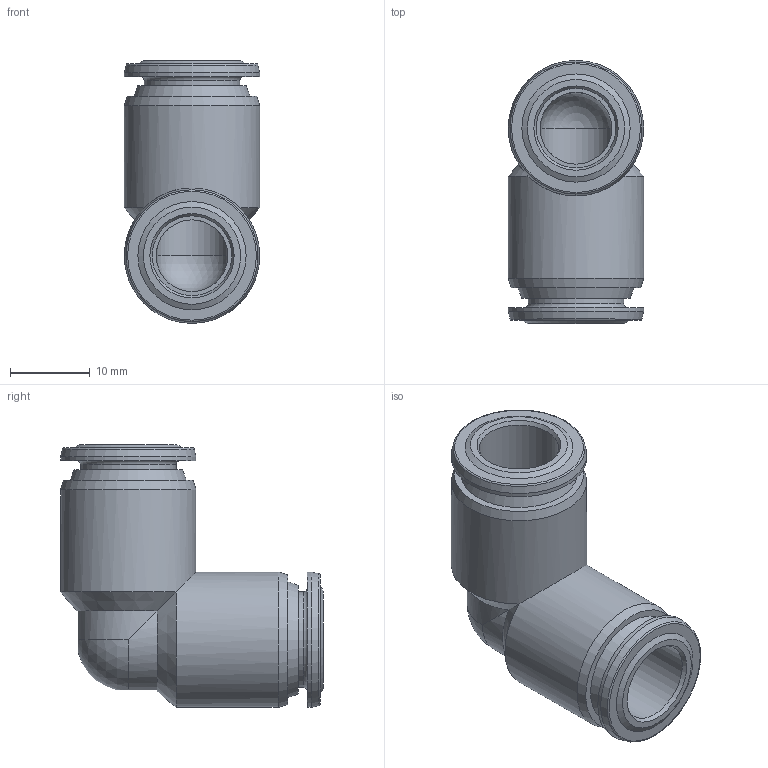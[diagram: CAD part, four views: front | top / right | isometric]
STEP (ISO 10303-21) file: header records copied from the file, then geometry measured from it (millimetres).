
FILE_DESCRIPTION(/* description */ ('STEP AP214'),/* implementation_level */ '2;1');
FILE_NAME(/* name */ '8085712_NPQR-L-Q10-E',/* time_stamp */ '2024-09-13T08:43:31+02:00',/* author */ ('License CC BY-ND 4.0'),/* organization */ ('CADENAS'),/* preprocessor_version */ 'ST-DEVELOPER v19.3',/* originating_system */ 'PARTsolutions',/* authorisation */ ' ');
FILE_SCHEMA (('AUTOMOTIVE_DESIGN {1 0 10303 214 3 1 1}'));
Length unit declared in the file: millimetre
Products named in the file (1): 8085712 NPQR-L-Q10-E---(high)
Bounding box: 17 x 33 x 33 mm (x, y, z)
Volume: 5923.3 mm3; surface area: 4472.1 mm2
Topology: 1 solids, 1 shells, 48 faces, 90 edges, 53 vertices
Faces by surface type: plane 16, cylinder 14, cone 12, torus 4, sphere 2
Full cylindrical faces by diameter (mm): 9 x2, 10 x2, 12 x2, 17 x4
Entity records: 1084 total; most frequent: DIRECTION 210, CARTESIAN_POINT 170, ORIENTED_EDGE 124, AXIS2_PLACEMENT_3D 102, EDGE_LOOP 84, FACE_BOUND 84, EDGE_CURVE 62, VERTEX_POINT 50
